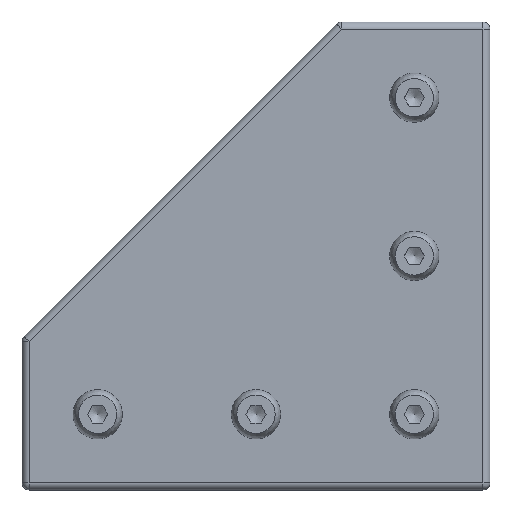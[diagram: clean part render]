
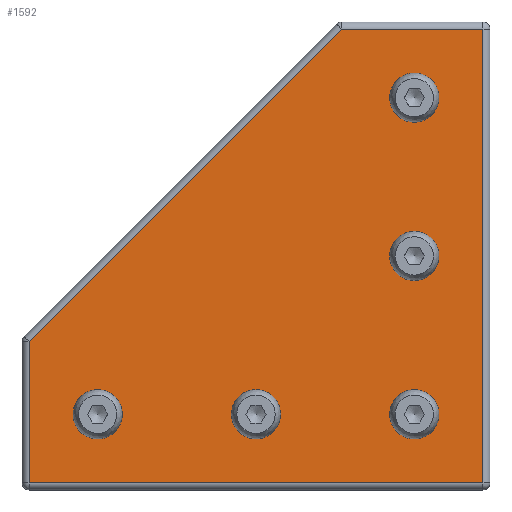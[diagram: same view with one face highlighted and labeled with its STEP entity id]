
A CAD part, top view. The second image highlights one B-rep face of the part: STEP entity #1592.
In plain terms, the highlighted planar face has unit normal (0, 0, 1).
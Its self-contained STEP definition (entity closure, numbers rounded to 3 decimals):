
#1592=ADVANCED_FACE('',(#1824,#1825,#1826,#1827,#1828,#1829),#1830,.T.);
#1824=FACE_OUTER_BOUND('',#2139,.T.);
#1825=FACE_BOUND('',#2140,.T.);
#1826=FACE_BOUND('',#2141,.T.);
#1827=FACE_BOUND('',#2142,.T.);
#1828=FACE_BOUND('',#2143,.T.);
#1829=FACE_BOUND('',#2144,.T.);
#1830=PLANE('',#2145);
#2139=EDGE_LOOP('',(#3006,#3007,#3008,#3009,#3010));
#2140=EDGE_LOOP('',(#3011));
#2141=EDGE_LOOP('',(#3012));
#2142=EDGE_LOOP('',(#3013));
#2143=EDGE_LOOP('',(#3014));
#2144=EDGE_LOOP('',(#3015));
#2145=AXIS2_PLACEMENT_3D('',#3016,#3017,#3018);
#3006=ORIENTED_EDGE('',*,*,#3498,.T.);
#3007=ORIENTED_EDGE('',*,*,#3499,.T.);
#3008=ORIENTED_EDGE('',*,*,#3500,.T.);
#3009=ORIENTED_EDGE('',*,*,#3501,.T.);
#3010=ORIENTED_EDGE('',*,*,#3502,.T.);
#3011=ORIENTED_EDGE('',*,*,#3503,.T.);
#3012=ORIENTED_EDGE('',*,*,#3504,.T.);
#3013=ORIENTED_EDGE('',*,*,#3505,.T.);
#3014=ORIENTED_EDGE('',*,*,#3506,.T.);
#3015=ORIENTED_EDGE('',*,*,#3507,.T.);
#3016=CARTESIAN_POINT('',(0.0,0.0,6.0));
#3017=DIRECTION('',(0.0,0.0,1.0));
#3018=DIRECTION('',(1.0,0.0,0.0));
#3498=EDGE_CURVE('',#3983,#3984,#3985,.T.);
#3499=EDGE_CURVE('',#3984,#3986,#3987,.T.);
#3500=EDGE_CURVE('',#3986,#3988,#3989,.T.);
#3501=EDGE_CURVE('',#3988,#3990,#3991,.T.);
#3502=EDGE_CURVE('',#3990,#3983,#3992,.T.);
#3503=EDGE_CURVE('',#3993,#3993,#3994,.T.);
#3504=EDGE_CURVE('',#3995,#3995,#3996,.T.);
#3505=EDGE_CURVE('',#3997,#3997,#3998,.T.);
#3506=EDGE_CURVE('',#3999,#3999,#4000,.T.);
#3507=EDGE_CURVE('',#4001,#4001,#4002,.T.);
#3983=VERTEX_POINT('',#4787);
#3984=VERTEX_POINT('',#4788);
#3985=LINE('',#4789,#4790);
#3986=VERTEX_POINT('',#4791);
#3987=LINE('',#4792,#4793);
#3988=VERTEX_POINT('',#4794);
#3989=LINE('',#4795,#4796);
#3990=VERTEX_POINT('',#4797);
#3991=LINE('',#4798,#4799);
#3992=LINE('',#4800,#4801);
#3993=VERTEX_POINT('',#4802);
#3994=CIRCLE('',#4803,5.0);
#3995=VERTEX_POINT('',#4804);
#3996=CIRCLE('',#4805,5.0);
#3997=VERTEX_POINT('',#4806);
#3998=CIRCLE('',#4807,5.0);
#3999=VERTEX_POINT('',#4808);
#4000=CIRCLE('',#4809,5.0);
#4001=VERTEX_POINT('',#4810);
#4002=CIRCLE('',#4811,5.0);
#4787=CARTESIAN_POINT('',(-2.0,2.0,6.0));
#4788=CARTESIAN_POINT('',(-2.0,131.0,6.0));
#4789=CARTESIAN_POINT('',(-2.0,0.,6.0));
#4790=VECTOR('',#5324,1.0);
#4791=CARTESIAN_POINT('',(-42.172,131.0,6.0));
#4792=CARTESIAN_POINT('',(0.0,131.0,6.0));
#4793=VECTOR('',#5325,1.0);
#4794=CARTESIAN_POINT('',(-131.0,42.172,6.0));
#4795=CARTESIAN_POINT('',(-86.586,86.586,6.0));
#4796=VECTOR('',#5326,1.0);
#4797=CARTESIAN_POINT('',(-131.0,2.0,6.0));
#4798=CARTESIAN_POINT('',(-131.0,0.0,6.0));
#4799=VECTOR('',#5327,1.0);
#4800=CARTESIAN_POINT('',(0.0,2.0,6.0));
#4801=VECTOR('',#5328,1.0);
#4802=CARTESIAN_POINT('',(-106.5,21.5,6.0));
#4803=AXIS2_PLACEMENT_3D('',#5329,#5330,#5331);
#4804=CARTESIAN_POINT('',(-61.5,21.5,6.0));
#4805=AXIS2_PLACEMENT_3D('',#5332,#5333,#5334);
#4806=CARTESIAN_POINT('',(-16.5,111.5,6.0));
#4807=AXIS2_PLACEMENT_3D('',#5335,#5336,#5337);
#4808=CARTESIAN_POINT('',(-16.5,66.5,6.0));
#4809=AXIS2_PLACEMENT_3D('',#5338,#5339,#5340);
#4810=CARTESIAN_POINT('',(-16.5,21.5,6.0));
#4811=AXIS2_PLACEMENT_3D('',#5341,#5342,#5343);
#5324=DIRECTION('',(0.,1.0,0.0));
#5325=DIRECTION('',(-1.0,0.0,0.0));
#5326=DIRECTION('',(-0.707,-0.707,0.0));
#5327=DIRECTION('',(0.0,-1.0,0.0));
#5328=DIRECTION('',(1.0,0.0,0.0));
#5329=CARTESIAN_POINT('',(-111.5,21.5,6.0));
#5330=DIRECTION('',(0.0,0.0,-1.0));
#5331=DIRECTION('',(1.0,0.0,0.0));
#5332=CARTESIAN_POINT('',(-66.5,21.5,6.0));
#5333=DIRECTION('',(0.0,0.0,-1.0));
#5334=DIRECTION('',(1.0,0.0,0.0));
#5335=CARTESIAN_POINT('',(-21.5,111.5,6.0));
#5336=DIRECTION('',(0.0,0.0,-1.0));
#5337=DIRECTION('',(1.0,0.0,0.0));
#5338=CARTESIAN_POINT('',(-21.5,66.5,6.0));
#5339=DIRECTION('',(0.0,0.0,-1.0));
#5340=DIRECTION('',(1.0,0.0,0.0));
#5341=CARTESIAN_POINT('',(-21.5,21.5,6.0));
#5342=DIRECTION('',(0.0,0.0,-1.0));
#5343=DIRECTION('',(1.0,0.0,0.0));
